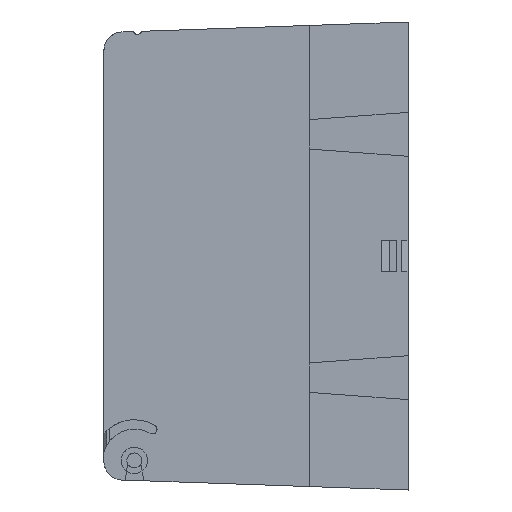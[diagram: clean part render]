
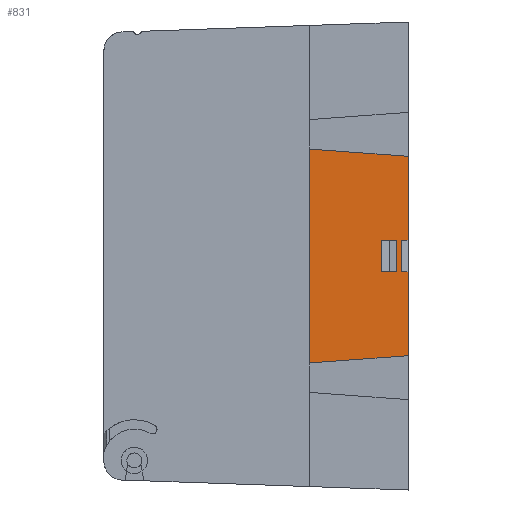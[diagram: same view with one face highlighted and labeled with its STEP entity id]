
A CAD part, left-side view. The second image highlights one B-rep face of the part: STEP entity #831.
In plain terms, the highlighted planar face has unit normal (1, 0, 0).
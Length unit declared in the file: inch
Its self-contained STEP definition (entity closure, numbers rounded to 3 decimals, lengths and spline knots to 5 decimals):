
#133 = VECTOR ( 'NONE', #666, 39.37008 ) ;
#257 = VERTEX_POINT ( 'NONE', #5858 ) ;
#272 = ORIENTED_EDGE ( 'NONE', *, *, #8203, .F. ) ;
#562 = VERTEX_POINT ( 'NONE', #9628 ) ;
#666 = DIRECTION ( 'NONE',  ( 0., -1., 0. ) ) ;
#713 = CARTESIAN_POINT ( 'NONE',  ( -0.9242, -0.625, -0.17 ) ) ;
#831 = ADVANCED_FACE ( 'NONE', ( #5188, #13573 ), #11385, .F. ) ;
#922 = CARTESIAN_POINT ( 'NONE',  ( -0.9242, -0.625, 1.14282 ) ) ;
#1097 = CARTESIAN_POINT ( 'NONE',  ( -0.9242, -1.605, -0.17 ) ) ;
#1102 = CARTESIAN_POINT ( 'NONE',  ( -0.9242, -0.625, -4.87979 ) ) ;
#1441 = VERTEX_POINT ( 'NONE', #7269 ) ;
#1604 = LINE ( 'NONE', #2952, #4929 ) ;
#1893 = DIRECTION ( 'NONE',  ( 0., 0., 1. ) ) ;
#1950 = VECTOR ( 'NONE', #2896, 39.37008 ) ;
#2490 = ORIENTED_EDGE ( 'NONE', *, *, #10173, .F. ) ;
#2864 = VERTEX_POINT ( 'NONE', #5723 ) ;
#2867 = CARTESIAN_POINT ( 'NONE',  ( -0.9242, -1.3934, 0.17 ) ) ;
#2896 = DIRECTION ( 'NONE',  ( 0., 1., 0. ) ) ;
#2952 = CARTESIAN_POINT ( 'NONE',  ( -0.9242, -1.675, 1.065 ) ) ;
#2970 = CARTESIAN_POINT ( 'NONE',  ( -0.9242, -1.605, 0.17 ) ) ;
#3040 = VERTEX_POINT ( 'NONE', #11915 ) ;
#3368 = ORIENTED_EDGE ( 'NONE', *, *, #10305, .F. ) ;
#3395 = VECTOR ( 'NONE', #10036, 39.37008 ) ;
#3417 = ORIENTED_EDGE ( 'NONE', *, *, #10301, .F. ) ;
#3628 = DIRECTION ( 'NONE',  ( 0., 0., 1. ) ) ;
#3894 = ORIENTED_EDGE ( 'NONE', *, *, #10212, .F. ) ;
#3982 = ORIENTED_EDGE ( 'NONE', *, *, #10096, .F. ) ;
#4149 = CARTESIAN_POINT ( 'NONE',  ( -0.9242, -1.605, -2.21333 ) ) ;
#4497 = VERTEX_POINT ( 'NONE', #6848 ) ;
#4750 = CARTESIAN_POINT ( 'NONE',  ( -0.9242, -0.625, -2.21333 ) ) ;
#4904 = ORIENTED_EDGE ( 'NONE', *, *, #10275, .F. ) ;
#4929 = VECTOR ( 'NONE', #9590, 39.37008 ) ;
#5124 = DIRECTION ( 'NONE',  ( 0., 0., 1. ) ) ;
#5188 = FACE_BOUND ( 'NONE', #7193, .T. ) ;
#5270 = VERTEX_POINT ( 'NONE', #1097 ) ;
#5723 = CARTESIAN_POINT ( 'NONE',  ( -0.9242, -1.675, 0.17 ) ) ;
#5805 = LINE ( 'NONE', #4149, #8425 ) ;
#5858 = CARTESIAN_POINT ( 'NONE',  ( -0.9242, -1.675, 1.065 ) ) ;
#5973 = CARTESIAN_POINT ( 'NONE',  ( -0.9242, -1.3934, -0.17 ) ) ;
#5989 = VECTOR ( 'NONE', #7164, 39.37008 ) ;
#6012 = VERTEX_POINT ( 'NONE', #922 ) ;
#6147 = DIRECTION ( 'NONE',  ( 0., 0., -1. ) ) ;
#6194 = DIRECTION ( 'NONE',  ( 0., 0., 1. ) ) ;
#6332 = DIRECTION ( 'NONE',  ( 0., 0., 1. ) ) ;
#6684 = CARTESIAN_POINT ( 'NONE',  ( -0.9242, -1.675, -0.17 ) ) ;
#6848 = CARTESIAN_POINT ( 'NONE',  ( -0.9242, -1.675, -1.065 ) ) ;
#7051 = VERTEX_POINT ( 'NONE', #2970 ) ;
#7164 = DIRECTION ( 'NONE',  ( 0., 1., 0. ) ) ;
#7181 = LINE ( 'NONE', #13962, #11720 ) ;
#7193 = EDGE_LOOP ( 'NONE', ( #13528, #3982, #11585, #2490 ) ) ;
#7269 = CARTESIAN_POINT ( 'NONE',  ( -0.9242, -1.555, 0.17 ) ) ;
#7320 = CARTESIAN_POINT ( 'NONE',  ( -0.9242, -1.3934, -2.21333 ) ) ;
#7493 = ORIENTED_EDGE ( 'NONE', *, *, #10256, .F. ) ;
#7603 = VERTEX_POINT ( 'NONE', #2867 ) ;
#7716 = LINE ( 'NONE', #10489, #5989 ) ;
#7974 = VERTEX_POINT ( 'NONE', #5973 ) ;
#8203 = EDGE_CURVE ( 'NONE', #6012, #562, #9322, .T. ) ;
#8259 = LINE ( 'NONE', #7320, #13654 ) ;
#8310 = CARTESIAN_POINT ( 'NONE',  ( -0.9242, -1.555, -2.21333 ) ) ;
#8359 = ORIENTED_EDGE ( 'NONE', *, *, #10325, .F. ) ;
#8425 = VECTOR ( 'NONE', #1893, 39.37008 ) ;
#8605 = CARTESIAN_POINT ( 'NONE',  ( -0.9242, -0.625, 0.17 ) ) ;
#8765 = LINE ( 'NONE', #8605, #14139 ) ;
#8942 = LINE ( 'NONE', #8310, #11567 ) ;
#9322 = LINE ( 'NONE', #1102, #3395 ) ;
#9590 = DIRECTION ( 'NONE',  ( 0., 0.997, 0.074 ) ) ;
#9628 = CARTESIAN_POINT ( 'NONE',  ( -0.9242, -0.625, -1.14282 ) ) ;
#9637 = AXIS2_PLACEMENT_3D ( 'NONE', #4750, #11437, #3628 ) ;
#9690 = DIRECTION ( 'NONE',  ( 0., -1., 0. ) ) ;
#10036 = DIRECTION ( 'NONE',  ( 0., 0., -1. ) ) ;
#10056 = EDGE_CURVE ( 'NONE', #3040, #7974, #7716, .T. ) ;
#10096 = EDGE_CURVE ( 'NONE', #1441, #3040, #8942, .T. ) ;
#10101 = EDGE_CURVE ( 'NONE', #7603, #1441, #11894, .T. ) ;
#10151 = VECTOR ( 'NONE', #10727, 39.37008 ) ;
#10173 = EDGE_CURVE ( 'NONE', #7974, #7603, #8259, .T. ) ;
#10212 = EDGE_CURVE ( 'NONE', #13583, #5270, #10843, .T. ) ;
#10217 = EDGE_CURVE ( 'NONE', #4497, #13583, #13990, .T. ) ;
#10256 = EDGE_CURVE ( 'NONE', #562, #4497, #13015, .T. ) ;
#10275 = EDGE_CURVE ( 'NONE', #257, #6012, #1604, .T. ) ;
#10301 = EDGE_CURVE ( 'NONE', #2864, #257, #7181, .T. ) ;
#10305 = EDGE_CURVE ( 'NONE', #7051, #2864, #8765, .T. ) ;
#10325 = EDGE_CURVE ( 'NONE', #5270, #7051, #5805, .T. ) ;
#10489 = CARTESIAN_POINT ( 'NONE',  ( -0.9242, -0.625, -0.17 ) ) ;
#10506 = VECTOR ( 'NONE', #5124, 39.37008 ) ;
#10677 = CARTESIAN_POINT ( 'NONE',  ( -0.9242, -1.675, -2.25 ) ) ;
#10678 = ORIENTED_EDGE ( 'NONE', *, *, #10217, .F. ) ;
#10727 = DIRECTION ( 'NONE',  ( 0., -0.997, 0.074 ) ) ;
#10843 = LINE ( 'NONE', #713, #1950 ) ;
#11367 = EDGE_LOOP ( 'NONE', ( #3894, #10678, #7493, #272, #4904, #3417, #3368, #8359 ) ) ;
#11385 = PLANE ( 'NONE',  #9637 ) ;
#11437 = DIRECTION ( 'NONE',  ( -1., 0., 0. ) ) ;
#11567 = VECTOR ( 'NONE', #6147, 39.37008 ) ;
#11585 = ORIENTED_EDGE ( 'NONE', *, *, #10101, .F. ) ;
#11720 = VECTOR ( 'NONE', #6332, 39.37008 ) ;
#11894 = LINE ( 'NONE', #13770, #133 ) ;
#11915 = CARTESIAN_POINT ( 'NONE',  ( -0.9242, -1.555, -0.17 ) ) ;
#12829 = CARTESIAN_POINT ( 'NONE',  ( -0.9242, -0.625, -1.14282 ) ) ;
#13015 = LINE ( 'NONE', #12829, #10151 ) ;
#13528 = ORIENTED_EDGE ( 'NONE', *, *, #10056, .F. ) ;
#13573 = FACE_OUTER_BOUND ( 'NONE', #11367, .T. ) ;
#13583 = VERTEX_POINT ( 'NONE', #6684 ) ;
#13654 = VECTOR ( 'NONE', #6194, 39.37008 ) ;
#13770 = CARTESIAN_POINT ( 'NONE',  ( -0.9242, -0.625, 0.17 ) ) ;
#13962 = CARTESIAN_POINT ( 'NONE',  ( -0.9242, -1.675, -2.25 ) ) ;
#13990 = LINE ( 'NONE', #10677, #10506 ) ;
#14139 = VECTOR ( 'NONE', #9690, 39.37008 ) ;
